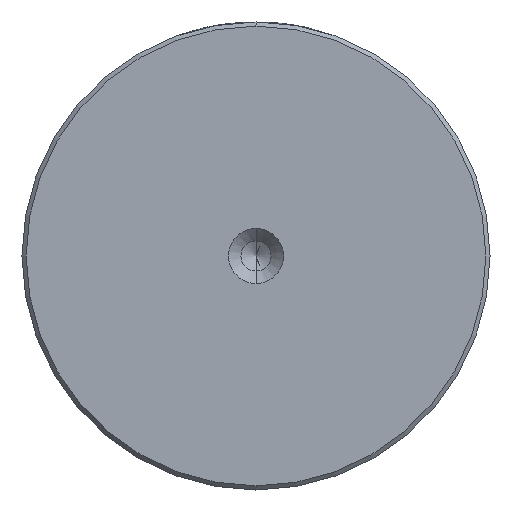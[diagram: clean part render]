
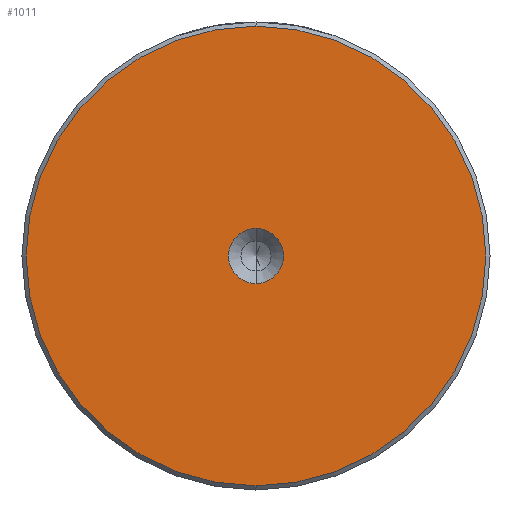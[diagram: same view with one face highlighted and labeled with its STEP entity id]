
A CAD part, left-side view. The second image highlights one B-rep face of the part: STEP entity #1011.
In plain terms, the highlighted planar face has unit normal (-1, 0, 0).
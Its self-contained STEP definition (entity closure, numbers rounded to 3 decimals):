
#24 = DIRECTION ( 'NONE',  ( -1., 0., 0. ) ) ;
#38 = EDGE_CURVE ( 'NONE', #970, #310, #211, .T. ) ;
#71 = CARTESIAN_POINT ( 'NONE',  ( 0., 0., -27.5 ) ) ;
#130 = DIRECTION ( 'NONE',  ( -1., 0., 0. ) ) ;
#211 = CIRCLE ( 'NONE', #604, 27.5 ) ;
#217 = AXIS2_PLACEMENT_3D ( 'NONE', #1413, #130, #1630 ) ;
#310 = VERTEX_POINT ( 'NONE', #71 ) ;
#361 = CARTESIAN_POINT ( 'NONE',  ( 0., 0., 3.3 ) ) ;
#466 = DIRECTION ( 'NONE',  ( -1., 0., 0. ) ) ;
#480 = ORIENTED_EDGE ( 'NONE', *, *, #2149, .F. ) ;
#568 = CARTESIAN_POINT ( 'NONE',  ( 0., 0., 0. ) ) ;
#604 = AXIS2_PLACEMENT_3D ( 'NONE', #1841, #1831, #2676 ) ;
#633 = CARTESIAN_POINT ( 'NONE',  ( 0., 0., 27.5 ) ) ;
#649 = AXIS2_PLACEMENT_3D ( 'NONE', #568, #2071, #772 ) ;
#762 = CIRCLE ( 'NONE', #217, 3.3 ) ;
#772 = DIRECTION ( 'NONE',  ( 0., 0., 1. ) ) ;
#869 = CARTESIAN_POINT ( 'NONE',  ( 0., 0., 0. ) ) ;
#970 = VERTEX_POINT ( 'NONE', #633 ) ;
#1011 = ADVANCED_FACE ( 'NONE', ( #1053, #1581 ), #2157, .T. ) ;
#1035 = EDGE_CURVE ( 'NONE', #2289, #1744, #1501, .T. ) ;
#1053 = FACE_OUTER_BOUND ( 'NONE', #1318, .T. ) ;
#1255 = CIRCLE ( 'NONE', #649, 27.5 ) ;
#1299 = CARTESIAN_POINT ( 'NONE',  ( 0., 0., -3.3 ) ) ;
#1318 = EDGE_LOOP ( 'NONE', ( #2154, #2139 ) ) ;
#1413 = CARTESIAN_POINT ( 'NONE',  ( 0., 0., 0. ) ) ;
#1501 = CIRCLE ( 'NONE', #1802, 3.3 ) ;
#1512 = AXIS2_PLACEMENT_3D ( 'NONE', #869, #24, #1524 ) ;
#1524 = DIRECTION ( 'NONE',  ( 0., 0., 1. ) ) ;
#1581 = FACE_BOUND ( 'NONE', #2264, .T. ) ;
#1630 = DIRECTION ( 'NONE',  ( 0., 0., 1. ) ) ;
#1744 = VERTEX_POINT ( 'NONE', #1299 ) ;
#1750 = CARTESIAN_POINT ( 'NONE',  ( 0., 0., 0. ) ) ;
#1802 = AXIS2_PLACEMENT_3D ( 'NONE', #1750, #466, #1966 ) ;
#1831 = DIRECTION ( 'NONE',  ( -1., 0., 0. ) ) ;
#1841 = CARTESIAN_POINT ( 'NONE',  ( 0., 0., 0. ) ) ;
#1966 = DIRECTION ( 'NONE',  ( 0., 0., 1. ) ) ;
#2071 = DIRECTION ( 'NONE',  ( -1., 0., 0. ) ) ;
#2139 = ORIENTED_EDGE ( 'NONE', *, *, #38, .T. ) ;
#2149 = EDGE_CURVE ( 'NONE', #1744, #2289, #762, .T. ) ;
#2154 = ORIENTED_EDGE ( 'NONE', *, *, #2245, .T. ) ;
#2157 = PLANE ( 'NONE',  #1512 ) ;
#2245 = EDGE_CURVE ( 'NONE', #310, #970, #1255, .T. ) ;
#2264 = EDGE_LOOP ( 'NONE', ( #2482, #480 ) ) ;
#2289 = VERTEX_POINT ( 'NONE', #361 ) ;
#2482 = ORIENTED_EDGE ( 'NONE', *, *, #1035, .F. ) ;
#2676 = DIRECTION ( 'NONE',  ( 0., 0., 1. ) ) ;
